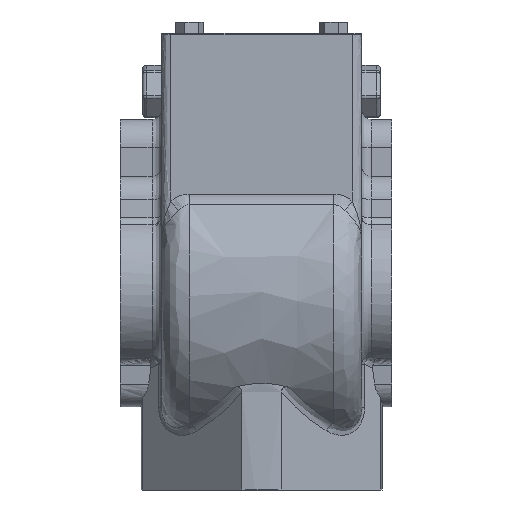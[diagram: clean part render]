
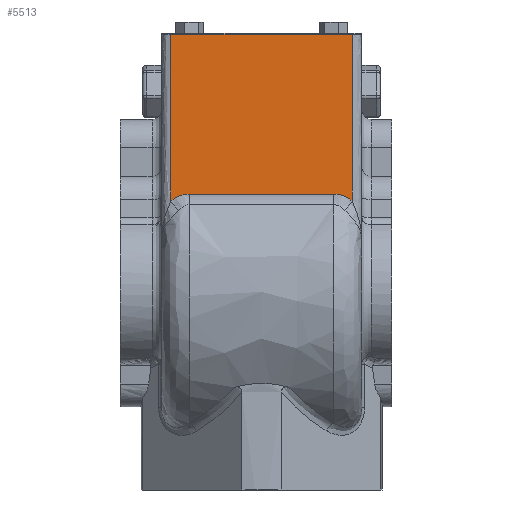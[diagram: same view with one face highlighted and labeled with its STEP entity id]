
A CAD part, front view. The second image highlights one B-rep face of the part: STEP entity #5513.
In plain terms, the highlighted free-form (B-spline) face has degree [1, 1] with [2, 2] control points.
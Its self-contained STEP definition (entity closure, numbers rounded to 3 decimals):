
#5513 = ADVANCED_FACE('',(#5514),#5574,.F.);
#5514 = FACE_BOUND('',#5515,.T.);
#5515 = EDGE_LOOP('',(#5516,#5525,#5532,#5539,#5554,#5561));
#5516 = ORIENTED_EDGE('',*,*,#5517,.T.);
#5517 = EDGE_CURVE('',#5518,#5520,#5522,.T.);
#5518 = VERTEX_POINT('',#5519);
#5519 = CARTESIAN_POINT('',(63.469,-84.541,
    63.305));
#5520 = VERTEX_POINT('',#5521);
#5521 = CARTESIAN_POINT('',(63.469,-84.541,
    179.986));
#5522 = B_SPLINE_CURVE_WITH_KNOTS('',1,(#5523,#5524),.UNSPECIFIED.,.F.,
  .F.,(2,2),(-89.662,-0.5),.PIECEWISE_BEZIER_KNOTS.);
#5523 = CARTESIAN_POINT('',(63.469,-84.541,
    63.305));
#5524 = CARTESIAN_POINT('',(63.469,-84.541,
    179.986));
#5525 = ORIENTED_EDGE('',*,*,#5526,.T.);
#5526 = EDGE_CURVE('',#5520,#5527,#5529,.T.);
#5527 = VERTEX_POINT('',#5528);
#5528 = CARTESIAN_POINT('',(-63.469,-84.541,
    179.986));
#5529 = B_SPLINE_CURVE_WITH_KNOTS('',1,(#5530,#5531),.UNSPECIFIED.,.F.,
  .F.,(2,2),(5.,102.),.PIECEWISE_BEZIER_KNOTS.);
#5530 = CARTESIAN_POINT('',(63.469,-84.541,
    179.986));
#5531 = CARTESIAN_POINT('',(-63.469,-84.541,
    179.986));
#5532 = ORIENTED_EDGE('',*,*,#5533,.T.);
#5533 = EDGE_CURVE('',#5527,#5534,#5536,.T.);
#5534 = VERTEX_POINT('',#5535);
#5535 = CARTESIAN_POINT('',(-63.469,-84.541,
    63.305));
#5536 = B_SPLINE_CURVE_WITH_KNOTS('',1,(#5537,#5538),.UNSPECIFIED.,.F.,
  .F.,(2,2),(0.5,89.662),.PIECEWISE_BEZIER_KNOTS.);
#5537 = CARTESIAN_POINT('',(-63.469,-84.541,
    179.986));
#5538 = CARTESIAN_POINT('',(-63.469,-84.541,
    63.305));
#5539 = ORIENTED_EDGE('',*,*,#5540,.T.);
#5540 = EDGE_CURVE('',#5534,#5541,#5543,.T.);
#5541 = VERTEX_POINT('',#5542);
#5542 = CARTESIAN_POINT('',(-50.383,-84.541,
    68.195));
#5543 = B_SPLINE_CURVE_WITH_KNOTS('',3,(#5544,#5545,#5546,#5547,#5548,
    #5549,#5550,#5551,#5552,#5553),.UNSPECIFIED.,.F.,.F.,(4,2,2,2,4),(0.
    ,0.003,0.005,0.008,
    0.011),.UNSPECIFIED.);
#5544 = CARTESIAN_POINT('',(-63.469,-84.541,
    63.305));
#5545 = CARTESIAN_POINT('',(-62.536,-84.541,
    64.054));
#5546 = CARTESIAN_POINT('',(-61.561,-84.541,
    64.732));
#5547 = CARTESIAN_POINT('',(-59.521,-84.541,
    65.93));
#5548 = CARTESIAN_POINT('',(-58.454,-84.541,
    66.451));
#5549 = CARTESIAN_POINT('',(-56.217,-84.541,
    67.312));
#5550 = CARTESIAN_POINT('',(-55.078,-84.541,
    67.639));
#5551 = CARTESIAN_POINT('',(-52.762,-84.541,
    68.081));
#5552 = CARTESIAN_POINT('',(-51.583,-84.541,
    68.195));
#5553 = CARTESIAN_POINT('',(-50.383,-84.541,
    68.195));
#5554 = ORIENTED_EDGE('',*,*,#5555,.T.);
#5555 = EDGE_CURVE('',#5541,#5556,#5558,.T.);
#5556 = VERTEX_POINT('',#5557);
#5557 = CARTESIAN_POINT('',(50.383,-84.541,
    68.195));
#5558 = B_SPLINE_CURVE_WITH_KNOTS('',1,(#5559,#5560),.UNSPECIFIED.,.F.,
  .F.,(2,2),(-77.,0.),.PIECEWISE_BEZIER_KNOTS.);
#5559 = CARTESIAN_POINT('',(-50.383,-84.541,
    68.195));
#5560 = CARTESIAN_POINT('',(50.383,-84.541,
    68.195));
#5561 = ORIENTED_EDGE('',*,*,#5562,.T.);
#5562 = EDGE_CURVE('',#5556,#5518,#5563,.T.);
#5563 = B_SPLINE_CURVE_WITH_KNOTS('',3,(#5564,#5565,#5566,#5567,#5568,
    #5569,#5570,#5571,#5572,#5573),.UNSPECIFIED.,.F.,.F.,(4,2,2,2,4),(
    0.,0.003,0.005,
    0.008,0.011),.UNSPECIFIED.);
#5564 = CARTESIAN_POINT('',(50.383,-84.541,
    68.195));
#5565 = CARTESIAN_POINT('',(51.583,-84.541,
    68.195));
#5566 = CARTESIAN_POINT('',(52.762,-84.541,
    68.081));
#5567 = CARTESIAN_POINT('',(55.079,-84.541,
    67.639));
#5568 = CARTESIAN_POINT('',(56.218,-84.541,
    67.312));
#5569 = CARTESIAN_POINT('',(58.455,-84.541,
    66.451));
#5570 = CARTESIAN_POINT('',(59.521,-84.541,
    65.93));
#5571 = CARTESIAN_POINT('',(61.561,-84.541,
    64.732));
#5572 = CARTESIAN_POINT('',(62.536,-84.541,
    64.054));
#5573 = CARTESIAN_POINT('',(63.469,-84.541,
    63.305));
#5574 = B_SPLINE_SURFACE_WITH_KNOTS('',1,1,(
    (#5575,#5576)
    ,(#5577,#5578
    )),.UNSPECIFIED.,.F.,.F.,.F.,(2,2),(2,2),(-89.662,-0.5),(
    -102.,-5.),.PIECEWISE_BEZIER_KNOTS.);
#5575 = CARTESIAN_POINT('',(-63.469,-84.541,
    63.305));
#5576 = CARTESIAN_POINT('',(63.469,-84.541,
    63.305));
#5577 = CARTESIAN_POINT('',(-63.469,-84.541,
    179.986));
#5578 = CARTESIAN_POINT('',(63.469,-84.541,
    179.986));
